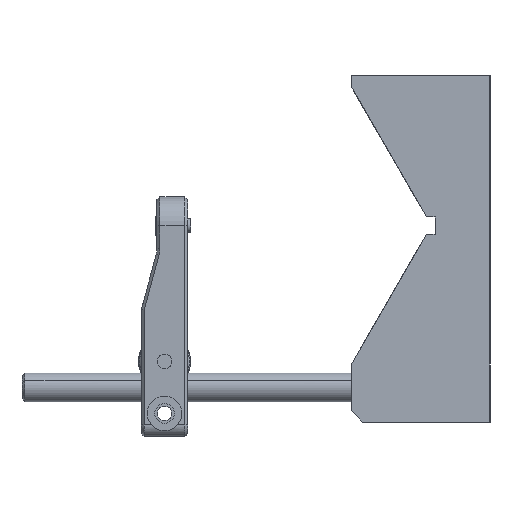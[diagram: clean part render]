
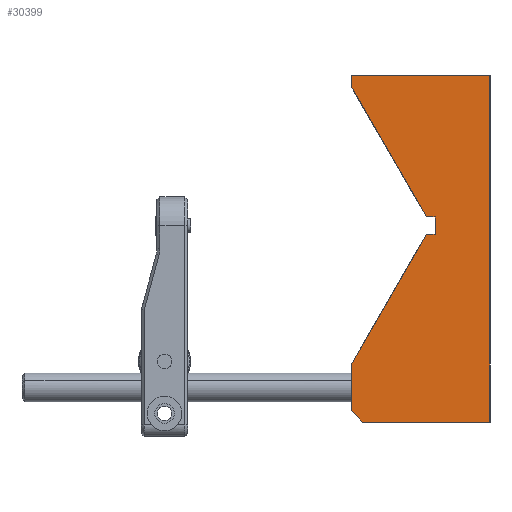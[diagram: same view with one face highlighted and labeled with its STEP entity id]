
A CAD part, left-side view. The second image highlights one B-rep face of the part: STEP entity #30399.
In plain terms, the highlighted planar face has unit normal (-1, 0, 0).
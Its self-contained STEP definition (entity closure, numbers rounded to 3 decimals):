
#91 = ORIENTED_EDGE ( 'NONE', *, *, #10010, .F. ) ;
#99 = LINE ( 'NONE', #11445, #31554 ) ;
#356 = DIRECTION ( 'NONE',  ( 0., 1., 0. ) ) ;
#413 = LINE ( 'NONE', #10935, #13796 ) ;
#948 = VECTOR ( 'NONE', #32717, 1000. ) ;
#1432 = VECTOR ( 'NONE', #1893, 1000. ) ;
#1893 = DIRECTION ( 'NONE',  ( 0., 0.5, -0.866 ) ) ;
#2456 = VERTEX_POINT ( 'NONE', #12781 ) ;
#2524 = DIRECTION ( 'NONE',  ( 0., -1., 0. ) ) ;
#2632 = VECTOR ( 'NONE', #30358, 1000. ) ;
#2722 = CARTESIAN_POINT ( 'NONE',  ( -60., 10., -30. ) ) ;
#3112 = CARTESIAN_POINT ( 'NONE',  ( -60., 12., 30. ) ) ;
#4886 = DIRECTION ( 'NONE',  ( 0., 0., 1. ) ) ;
#5045 = ORIENTED_EDGE ( 'NONE', *, *, #12479, .F. ) ;
#5460 = CARTESIAN_POINT ( 'NONE',  ( -60., -2.5, 5.5 ) ) ;
#5912 = CARTESIAN_POINT ( 'NONE',  ( -60., 10., -30. ) ) ;
#6030 = ORIENTED_EDGE ( 'NONE', *, *, #9588, .T. ) ;
#6385 = VECTOR ( 'NONE', #4886, 1000. ) ;
#6416 = EDGE_LOOP ( 'NONE', ( #16006, #6030, #29455, #16538, #14510, #21047, #91, #16275, #5045, #14844, #19387 ) ) ;
#6531 = DIRECTION ( 'NONE',  ( 0., -0.5, -0.866 ) ) ;
#6535 = LINE ( 'NONE', #2722, #948 ) ;
#7304 = LINE ( 'NONE', #31775, #28427 ) ;
#8466 = VERTEX_POINT ( 'NONE', #15805 ) ;
#8539 = LINE ( 'NONE', #32251, #6385 ) ;
#8600 = DIRECTION ( 'NONE',  ( 0., 0., -1. ) ) ;
#8662 = DIRECTION ( 'NONE',  ( 0., -1., 0. ) ) ;
#9194 = VERTEX_POINT ( 'NONE', #5460 ) ;
#9588 = EDGE_CURVE ( 'NONE', #34859, #8466, #35378, .T. ) ;
#10010 = EDGE_CURVE ( 'NONE', #31819, #19410, #7304, .T. ) ;
#10308 = VERTEX_POINT ( 'NONE', #5912 ) ;
#10935 = CARTESIAN_POINT ( 'NONE',  ( -60., 12., -30. ) ) ;
#10940 = LINE ( 'NONE', #15661, #1432 ) ;
#11266 = CARTESIAN_POINT ( 'NONE',  ( -60., 12., 28.019 ) ) ;
#11445 = CARTESIAN_POINT ( 'NONE',  ( -60., -2.5, 5.5 ) ) ;
#12111 = CARTESIAN_POINT ( 'NONE',  ( -60., 12., 28.019 ) ) ;
#12293 = DIRECTION ( 'NONE',  ( 0., 0., -1. ) ) ;
#12479 = EDGE_CURVE ( 'NONE', #30418, #30474, #8539, .T. ) ;
#12781 = CARTESIAN_POINT ( 'NONE',  ( -60., 12., -28. ) ) ;
#13091 = DIRECTION ( 'NONE',  ( 0., 1., 0. ) ) ;
#13371 = VECTOR ( 'NONE', #356, 1000. ) ;
#13431 = CARTESIAN_POINT ( 'NONE',  ( -60., 0., 0. ) ) ;
#13796 = VECTOR ( 'NONE', #13091, 1000. ) ;
#13804 = VERTEX_POINT ( 'NONE', #17003 ) ;
#14510 = ORIENTED_EDGE ( 'NONE', *, *, #25864, .T. ) ;
#14844 = ORIENTED_EDGE ( 'NONE', *, *, #29769, .T. ) ;
#15661 = CARTESIAN_POINT ( 'NONE',  ( -60., -1.868, 4. ) ) ;
#15805 = CARTESIAN_POINT ( 'NONE',  ( -60., -1.001, 2.5 ) ) ;
#16006 = ORIENTED_EDGE ( 'NONE', *, *, #16868, .T. ) ;
#16275 = ORIENTED_EDGE ( 'NONE', *, *, #16866, .F. ) ;
#16538 = ORIENTED_EDGE ( 'NONE', *, *, #26493, .F. ) ;
#16866 = EDGE_CURVE ( 'NONE', #30474, #31819, #33720, .T. ) ;
#16868 = EDGE_CURVE ( 'NONE', #9194, #34859, #99, .T. ) ;
#16978 = DIRECTION ( 'NONE',  ( 0., 0., -1. ) ) ;
#17003 = CARTESIAN_POINT ( 'NONE',  ( -60., -1.001, 5.5 ) ) ;
#18656 = CARTESIAN_POINT ( 'NONE',  ( -60., -12., -30. ) ) ;
#19029 = LINE ( 'NONE', #30006, #2632 ) ;
#19387 = ORIENTED_EDGE ( 'NONE', *, *, #27507, .T. ) ;
#19410 = VERTEX_POINT ( 'NONE', #18656 ) ;
#21047 = ORIENTED_EDGE ( 'NONE', *, *, #34811, .F. ) ;
#21510 = CARTESIAN_POINT ( 'NONE',  ( -60., -2.5, 2.5 ) ) ;
#23045 = CARTESIAN_POINT ( 'NONE',  ( -60., 12., -20.019 ) ) ;
#23464 = LINE ( 'NONE', #12111, #29531 ) ;
#23892 = FACE_OUTER_BOUND ( 'NONE', #6416, .T. ) ;
#24844 = DIRECTION ( 'NONE',  ( 1., 0., 0. ) ) ;
#25093 = CARTESIAN_POINT ( 'NONE',  ( -60., 12., 30. ) ) ;
#25864 = EDGE_CURVE ( 'NONE', #2456, #10308, #6535, .T. ) ;
#26493 = EDGE_CURVE ( 'NONE', #2456, #30162, #19029, .T. ) ;
#26984 = CARTESIAN_POINT ( 'NONE',  ( -60., -0.5, 5.5 ) ) ;
#27507 = EDGE_CURVE ( 'NONE', #13804, #9194, #31464, .T. ) ;
#27918 = CARTESIAN_POINT ( 'NONE',  ( -60., -0.5, 2.5 ) ) ;
#28106 = AXIS2_PLACEMENT_3D ( 'NONE', #13431, #24844, #8600 ) ;
#28427 = VECTOR ( 'NONE', #12293, 1000. ) ;
#29396 = VECTOR ( 'NONE', #8662, 1000. ) ;
#29455 = ORIENTED_EDGE ( 'NONE', *, *, #32268, .T. ) ;
#29531 = VECTOR ( 'NONE', #6531, 1000. ) ;
#29769 = EDGE_CURVE ( 'NONE', #30418, #13804, #23464, .T. ) ;
#29905 = PLANE ( 'NONE',  #28106 ) ;
#30006 = CARTESIAN_POINT ( 'NONE',  ( -60., 12., 30. ) ) ;
#30162 = VERTEX_POINT ( 'NONE', #23045 ) ;
#30358 = DIRECTION ( 'NONE',  ( 0., 0., 1. ) ) ;
#30399 = ADVANCED_FACE ( 'NONE', ( #23892 ), #29905, .F. ) ;
#30418 = VERTEX_POINT ( 'NONE', #11266 ) ;
#30474 = VERTEX_POINT ( 'NONE', #25093 ) ;
#31049 = VECTOR ( 'NONE', #2524, 1000. ) ;
#31464 = LINE ( 'NONE', #26984, #31049 ) ;
#31554 = VECTOR ( 'NONE', #16978, 1000. ) ;
#31775 = CARTESIAN_POINT ( 'NONE',  ( -60., -12., 30. ) ) ;
#31819 = VERTEX_POINT ( 'NONE', #32776 ) ;
#32251 = CARTESIAN_POINT ( 'NONE',  ( -60., 12., 30. ) ) ;
#32268 = EDGE_CURVE ( 'NONE', #8466, #30162, #10940, .T. ) ;
#32717 = DIRECTION ( 'NONE',  ( 0., -0.707, -0.707 ) ) ;
#32776 = CARTESIAN_POINT ( 'NONE',  ( -60., -12., 30. ) ) ;
#33720 = LINE ( 'NONE', #3112, #29396 ) ;
#34811 = EDGE_CURVE ( 'NONE', #19410, #10308, #413, .T. ) ;
#34859 = VERTEX_POINT ( 'NONE', #21510 ) ;
#35378 = LINE ( 'NONE', #27918, #13371 ) ;
